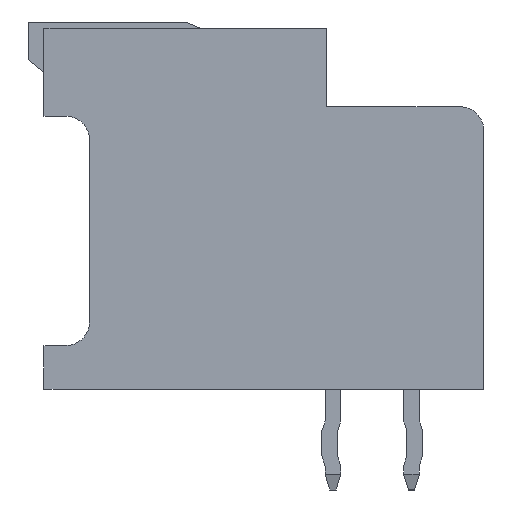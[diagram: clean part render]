
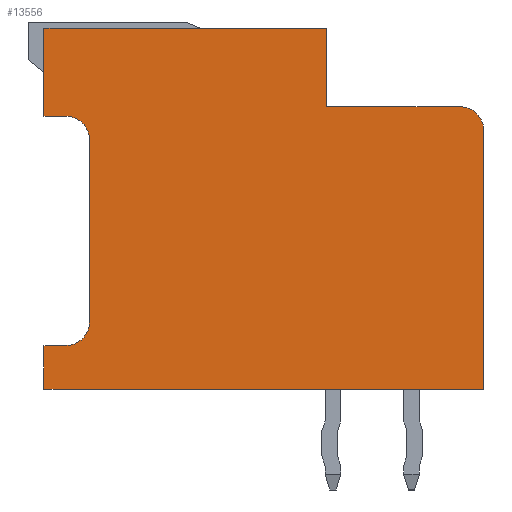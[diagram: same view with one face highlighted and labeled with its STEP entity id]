
A CAD part, left-side view. The second image highlights one B-rep face of the part: STEP entity #13556.
In plain terms, the highlighted face is planar.
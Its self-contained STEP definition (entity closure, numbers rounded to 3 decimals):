
#309=PLANE('',#14126);
#1479=LINE('',#18833,#2858);
#1512=LINE('',#18908,#2891);
#1516=LINE('',#18917,#2895);
#1520=LINE('',#18926,#2899);
#1521=LINE('',#18928,#2900);
#1522=LINE('',#18933,#2901);
#1523=LINE('',#18935,#2902);
#1524=LINE('',#18937,#2903);
#1525=LINE('',#18940,#2904);
#1526=LINE('',#18942,#2905);
#2858=VECTOR('',#15949,1000.);
#2891=VECTOR('',#16006,1000.);
#2895=VECTOR('',#16012,1000.);
#2899=VECTOR('',#16018,1000.);
#2900=VECTOR('',#16021,1000.);
#2901=VECTOR('',#16024,1000.);
#2902=VECTOR('',#16025,1000.);
#2903=VECTOR('',#16026,1000.);
#2904=VECTOR('',#16031,1000.);
#2905=VECTOR('',#16032,1000.);
#4904=ORIENTED_EDGE('',*,*,#7158,.T.);
#4905=ORIENTED_EDGE('',*,*,#7159,.T.);
#4906=ORIENTED_EDGE('',*,*,#7160,.T.);
#4907=ORIENTED_EDGE('',*,*,#7161,.T.);
#4908=ORIENTED_EDGE('',*,*,#7162,.T.);
#4909=ORIENTED_EDGE('',*,*,#7112,.T.);
#4910=ORIENTED_EDGE('',*,*,#7149,.T.);
#4911=ORIENTED_EDGE('',*,*,#7163,.F.);
#4912=ORIENTED_EDGE('',*,*,#7153,.T.);
#4913=ORIENTED_EDGE('',*,*,#7164,.F.);
#4914=ORIENTED_EDGE('',*,*,#7157,.T.);
#4915=ORIENTED_EDGE('',*,*,#7165,.T.);
#4916=ORIENTED_EDGE('',*,*,#7166,.T.);
#7112=EDGE_CURVE('',#8242,#8241,#1479,.T.);
#7149=EDGE_CURVE('',#8241,#8271,#1512,.T.);
#7153=EDGE_CURVE('',#8272,#8275,#1516,.T.);
#7157=EDGE_CURVE('',#8276,#8279,#1520,.T.);
#7158=EDGE_CURVE('',#8280,#8281,#1521,.T.);
#7159=EDGE_CURVE('',#8281,#8282,#8478,.T.);
#7160=EDGE_CURVE('',#8282,#8283,#1522,.T.);
#7161=EDGE_CURVE('',#8283,#8284,#1523,.T.);
#7162=EDGE_CURVE('',#8284,#8242,#1524,.T.);
#7163=EDGE_CURVE('',#8272,#8271,#8479,.T.);
#7164=EDGE_CURVE('',#8276,#8275,#8480,.T.);
#7165=EDGE_CURVE('',#8279,#8285,#1525,.T.);
#7166=EDGE_CURVE('',#8285,#8280,#1526,.T.);
#8241=VERTEX_POINT('',#18832);
#8242=VERTEX_POINT('',#18834);
#8271=VERTEX_POINT('',#18907);
#8272=VERTEX_POINT('',#18911);
#8275=VERTEX_POINT('',#18916);
#8276=VERTEX_POINT('',#18920);
#8279=VERTEX_POINT('',#18925);
#8280=VERTEX_POINT('',#18929);
#8281=VERTEX_POINT('',#18930);
#8282=VERTEX_POINT('',#18932);
#8283=VERTEX_POINT('',#18934);
#8284=VERTEX_POINT('',#18936);
#8285=VERTEX_POINT('',#18941);
#8478=CIRCLE('',#14127,0.75);
#8479=CIRCLE('',#14128,0.75);
#8480=CIRCLE('',#14129,0.75);
#8792=EDGE_LOOP('',(#4904,#4905,#4906,#4907,#4908,#4909,#4910,#4911,#4912,
#4913,#4914,#4915,#4916));
#9329=FACE_BOUND('',#8792,.T.);
#13556=ADVANCED_FACE('',(#9329),#309,.T.);
#14126=AXIS2_PLACEMENT_3D('',#18927,#16019,#16020);
#14127=AXIS2_PLACEMENT_3D('',#18931,#16022,#16023);
#14128=AXIS2_PLACEMENT_3D('',#18938,#16027,#16028);
#14129=AXIS2_PLACEMENT_3D('',#18939,#16029,#16030);
#15949=DIRECTION('',(0.,-1.,0.));
#16006=DIRECTION('',(0.,0.,-1.));
#16012=DIRECTION('',(0.,-1.,0.));
#16018=DIRECTION('',(0.,0.,1.));
#16019=DIRECTION('',(1.,0.,0.));
#16020=DIRECTION('',(0.,0.,-1.));
#16021=DIRECTION('',(0.,1.,0.));
#16022=DIRECTION('',(1.,0.,0.));
#16023=DIRECTION('',(0.,0.,-1.));
#16024=DIRECTION('',(0.,0.,1.));
#16025=DIRECTION('',(0.,1.,0.));
#16026=DIRECTION('',(0.,0.,1.));
#16027=DIRECTION('',(1.,0.,0.));
#16028=DIRECTION('',(0.,0.,-1.));
#16029=DIRECTION('',(1.,0.,0.));
#16030=DIRECTION('',(0.,0.,-1.));
#16031=DIRECTION('',(0.,-1.,0.));
#16032=DIRECTION('',(0.,0.,-1.));
#18832=CARTESIAN_POINT('',(6.7,4.2,7.));
#18833=CARTESIAN_POINT('',(6.7,7.,7.));
#18834=CARTESIAN_POINT('',(6.7,7.,7.));
#18907=CARTESIAN_POINT('',(6.7,4.2,6.3));
#18908=CARTESIAN_POINT('',(6.7,4.2,7.));
#18911=CARTESIAN_POINT('',(6.7,3.45,5.55));
#18916=CARTESIAN_POINT('',(6.7,-2.35,5.55));
#18917=CARTESIAN_POINT('',(6.7,4.2,5.55));
#18920=CARTESIAN_POINT('',(6.7,-3.1,6.3));
#18925=CARTESIAN_POINT('',(6.7,-3.1,7.));
#18926=CARTESIAN_POINT('',(6.7,-3.1,5.55));
#18927=CARTESIAN_POINT('',(6.7,0.,0.));
#18928=CARTESIAN_POINT('',(6.7,-4.5,-7.));
#18929=CARTESIAN_POINT('',(6.7,-4.5,-7.));
#18930=CARTESIAN_POINT('',(6.7,3.75,-7.));
#18931=CARTESIAN_POINT('',(6.7,3.75,-6.25));
#18932=CARTESIAN_POINT('',(6.7,4.5,-6.25));
#18933=CARTESIAN_POINT('',(6.7,4.5,-7.));
#18934=CARTESIAN_POINT('',(6.7,4.5,-2.));
#18935=CARTESIAN_POINT('',(6.7,4.5,-2.));
#18936=CARTESIAN_POINT('',(6.7,7.,-2.));
#18937=CARTESIAN_POINT('',(6.7,7.,-2.));
#18938=CARTESIAN_POINT('',(6.7,3.45,6.3));
#18939=CARTESIAN_POINT('',(6.7,-2.35,6.3));
#18940=CARTESIAN_POINT('',(6.7,-3.1,7.));
#18941=CARTESIAN_POINT('',(6.7,-4.5,7.));
#18942=CARTESIAN_POINT('',(6.7,-4.5,7.));
